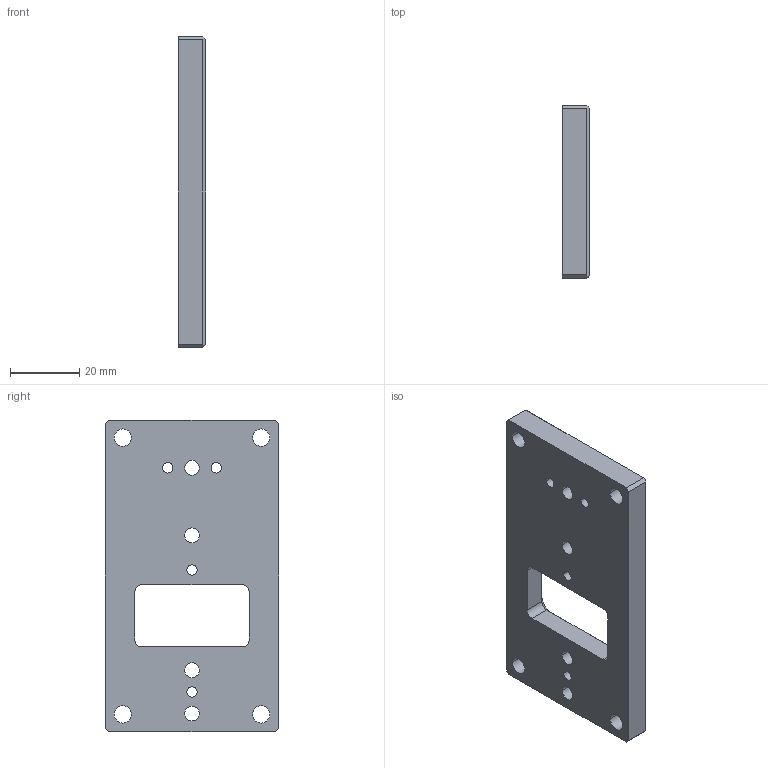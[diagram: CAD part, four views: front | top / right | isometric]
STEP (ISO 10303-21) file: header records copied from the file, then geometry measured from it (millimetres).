
FILE_DESCRIPTION(('Creo Elements/Direct Modeling STEP Export'),'2;1');
FILE_NAME('VP23208 Pos.10 Grundplatte.stp','2023-06-19T 9:36:15',(''),(''),'PTC Creo Elements/Direct Modeling STEP processor for AP214 (Solid Model)','PTC Creo Elements/Direct Modeling 19.0E 27-Jun-2016 (C) Parametric Technology GmbH','');
FILE_SCHEMA(('AUTOMOTIVE_DESIGN { 1 0 10303 214 1 1 1 1 }'));
Length unit declared in the file: millimetre
Products named in the file (2): Grundplatte
Assembly tree (1 placements, depth 2):
  Grundplatte
    Grundplatte
Bounding box: 8 x 50 x 90 mm (x, y, z)
Volume: 28940.1 mm3; surface area: 11672.2 mm2
Topology: 1 solids, 1 shells, 66 faces, 172 edges, 112 vertices
Faces by surface type: cylinder 36, plane 26, cone 4
Entity records: 2113 total; most frequent: ORIENTED_EDGE 344, CARTESIAN_POINT 320, DIRECTION 320, EDGE_CURVE 172, AXIS2_PLACEMENT_3D 112, VERTEX_POINT 112, VECTOR 96, LINE 96
